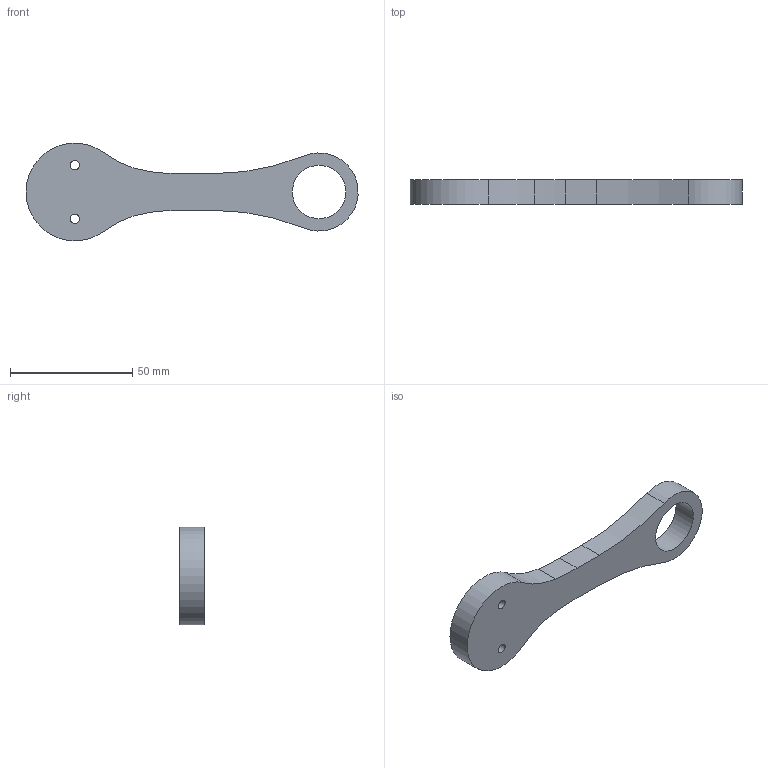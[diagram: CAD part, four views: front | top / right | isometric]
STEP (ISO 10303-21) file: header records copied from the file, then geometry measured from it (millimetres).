
FILE_DESCRIPTION(/* description */ (''),/* implementation_level */ '2;1');
FILE_NAME(/* name */ 'Arm 1.stp',/* time_stamp */ '2020-09-27T20:02:16+01:00',/* author */ ('ferrerx'),/* organization */ (''),/* preprocessor_version */ 'ST-DEVELOPER v18',/* originating_system */ 'Autodesk Inventor 2020',/* authorisation */ '');
FILE_SCHEMA (('AUTOMOTIVE_DESIGN { 1 0 10303 214 3 1 1 }'));
Length unit declared in the file: millimetre
Products named in the file (1): Arm 1
Bounding box: 135.94 x 10 x 39.97 mm (x, y, z)
Volume: 28259.6 mm3; surface area: 9789.1 mm2
Topology: 1 solids, 1 shells, 15 faces, 43 edges, 30 vertices
Faces by surface type: cylinder 11, plane 4
Full cylindrical faces by diameter (mm): 3.9 x2, 21.85 x1
Entity records: 568 total; most frequent: DIRECTION 101, CARTESIAN_POINT 89, ORIENTED_EDGE 86, EDGE_CURVE 43, AXIS2_PLACEMENT_3D 42, VERTEX_POINT 30, CIRCLE 26, EDGE_LOOP 21
